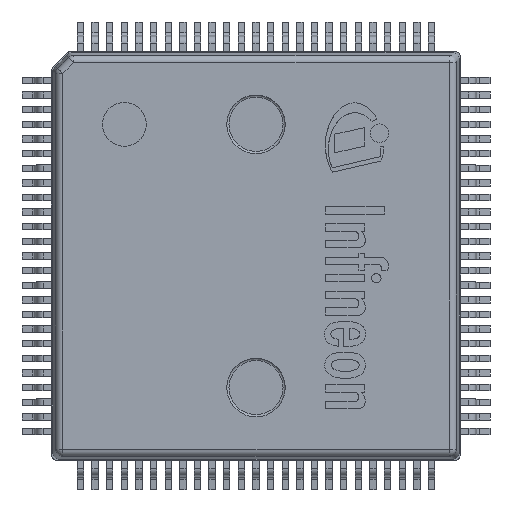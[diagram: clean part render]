
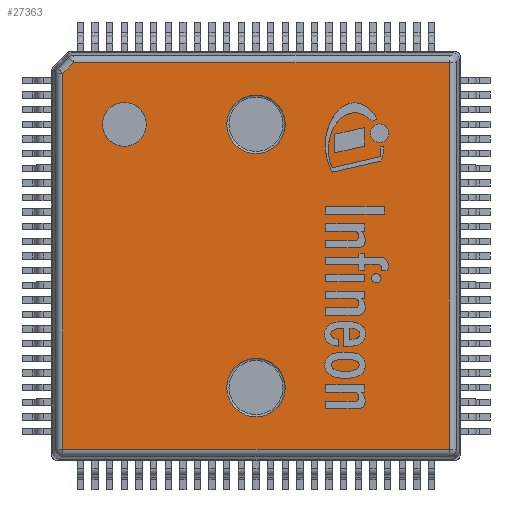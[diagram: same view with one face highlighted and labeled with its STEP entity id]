
A CAD part, top view. The second image highlights one B-rep face of the part: STEP entity #27363.
In plain terms, the highlighted planar face has unit normal (0, 0, 1).
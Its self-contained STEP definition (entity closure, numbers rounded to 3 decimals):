
#115=FACE_BOUND('',#3445,.T.);
#116=FACE_BOUND('',#3446,.T.);
#117=FACE_BOUND('',#3447,.T.);
#138=CIRCLE('',#29056,1.);
#141=CIRCLE('',#29062,1.);
#142=CIRCLE('',#29065,0.75);
#1824=FACE_OUTER_BOUND('',#3444,.T.);
#3444=EDGE_LOOP('',(#18674,#18675,#18676,#18677,#18678));
#3445=EDGE_LOOP('',(#18679));
#3446=EDGE_LOOP('',(#18680));
#3447=EDGE_LOOP('',(#18681));
#5185=LINE('',#40712,#8326);
#5191=LINE('',#40741,#8332);
#5193=LINE('',#40744,#8334);
#5195=LINE('',#40747,#8336);
#5197=LINE('',#40750,#8338);
#8326=VECTOR('',#31989,1.);
#8332=VECTOR('',#32021,1.);
#8334=VECTOR('',#32025,1.);
#8336=VECTOR('',#32029,1.);
#8338=VECTOR('',#32033,1.);
#11405=VERTEX_POINT('',#40653);
#11408=VERTEX_POINT('',#40662);
#11409=VERTEX_POINT('',#40666);
#11412=VERTEX_POINT('',#40673);
#11417=VERTEX_POINT('',#40686);
#11422=VERTEX_POINT('',#40699);
#11427=VERTEX_POINT('',#40715);
#11432=VERTEX_POINT('',#40728);
#14213=EDGE_CURVE('',#11405,#11405,#138,.T.);
#14216=EDGE_CURVE('',#11408,#11408,#141,.T.);
#14217=EDGE_CURVE('',#11409,#11409,#142,.T.);
#14238=EDGE_CURVE('',#11412,#11422,#5185,.T.);
#14252=EDGE_CURVE('',#11422,#11432,#5191,.T.);
#14254=EDGE_CURVE('',#11432,#11427,#5193,.T.);
#14256=EDGE_CURVE('',#11427,#11417,#5195,.T.);
#14258=EDGE_CURVE('',#11417,#11412,#5197,.T.);
#18674=ORIENTED_EDGE('',*,*,#14238,.F.);
#18675=ORIENTED_EDGE('',*,*,#14258,.F.);
#18676=ORIENTED_EDGE('',*,*,#14256,.F.);
#18677=ORIENTED_EDGE('',*,*,#14254,.F.);
#18678=ORIENTED_EDGE('',*,*,#14252,.F.);
#18679=ORIENTED_EDGE('',*,*,#14216,.T.);
#18680=ORIENTED_EDGE('',*,*,#14213,.T.);
#18681=ORIENTED_EDGE('',*,*,#14217,.T.);
#26181=PLANE('',#29106);
#27363=ADVANCED_FACE('',(#1824,#115,#116,#117),#26181,.T.);
#29056=AXIS2_PLACEMENT_3D('',#40654,#31920,#31921);
#29062=AXIS2_PLACEMENT_3D('',#40663,#31932,#31933);
#29065=AXIS2_PLACEMENT_3D('',#40667,#31938,#31939);
#29106=AXIS2_PLACEMENT_3D('',#40759,#32045,#32046);
#31920=DIRECTION('center_axis',(0.,0.,-1.));
#31921=DIRECTION('ref_axis',(0.,1.,0.));
#31932=DIRECTION('center_axis',(0.,0.,-1.));
#31933=DIRECTION('ref_axis',(0.,1.,0.));
#31938=DIRECTION('center_axis',(0.,0.,-1.));
#31939=DIRECTION('ref_axis',(-1.,0.,0.));
#31989=DIRECTION('',(-1.,0.,0.));
#32021=DIRECTION('',(0.,1.,0.));
#32025=DIRECTION('',(0.707,0.707,0.));
#32029=DIRECTION('',(1.,0.,0.));
#32033=DIRECTION('',(0.,-1.,0.));
#32045=DIRECTION('center_axis',(0.,0.,1.));
#32046=DIRECTION('ref_axis',(0.,-1.,0.));
#40653=CARTESIAN_POINT('',(0.,-5.5,1.6));
#40654=CARTESIAN_POINT('Origin',(0.,-4.5,
1.6));
#40662=CARTESIAN_POINT('',(0.,3.5,1.6));
#40663=CARTESIAN_POINT('Origin',(0.,4.5,1.6));
#40666=CARTESIAN_POINT('',(-3.75,4.5,1.6));
#40667=CARTESIAN_POINT('Origin',(-4.5,4.5,1.6));
#40673=CARTESIAN_POINT('',(6.609,-6.609,1.6));
#40686=CARTESIAN_POINT('',(6.609,6.609,1.6));
#40699=CARTESIAN_POINT('',(-6.609,-6.609,1.6));
#40712=CARTESIAN_POINT('',(3.497,-6.609,1.6));
#40715=CARTESIAN_POINT('',(-6.238,6.609,1.6));
#40728=CARTESIAN_POINT('',(-6.609,6.238,1.6));
#40741=CARTESIAN_POINT('',(-6.609,-3.497,1.6));
#40744=CARTESIAN_POINT('',(-6.566,6.281,1.6));
#40747=CARTESIAN_POINT('',(-3.168,6.609,1.6));
#40750=CARTESIAN_POINT('',(6.609,3.453,1.6));
#40759=CARTESIAN_POINT('Origin',(0.043,-0.043,
1.6));
